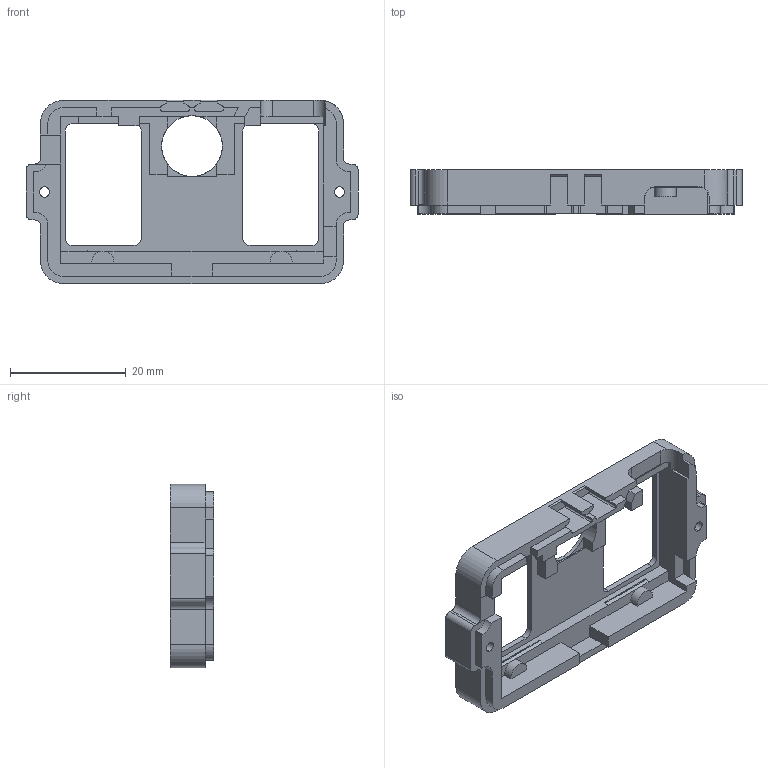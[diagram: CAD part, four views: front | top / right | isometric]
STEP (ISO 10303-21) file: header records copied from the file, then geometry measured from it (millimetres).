
FILE_DESCRIPTION (( 'STEP AP203' ), '1' );
FILE_NAME ('Case FDP.STEP', '2024-11-05T23:56:16', ( '' ), ( '' ), 'SwSTEP 2.0', 'SolidWorks 2024', '' );
FILE_SCHEMA (( 'CONFIG_CONTROL_DESIGN' ));
Length unit declared in the file: millimetre
Products named in the file (1): Case FDP
Bounding box: 57.4 x 7.6 x 31.7 mm (x, y, z)
Volume: 4293.3 mm3; surface area: 4691.9 mm2
Topology: 1 solids, 1 shells, 183 faces, 531 edges, 349 vertices
Faces by surface type: plane 137, cylinder 46
Entity records: 6092 total; most frequent: CARTESIAN_POINT 1076, ORIENTED_EDGE 1062, DIRECTION 1000, EDGE_CURVE 531, VECTOR 426, LINE 426, VERTEX_POINT 349, AXIS2_PLACEMENT_3D 287
